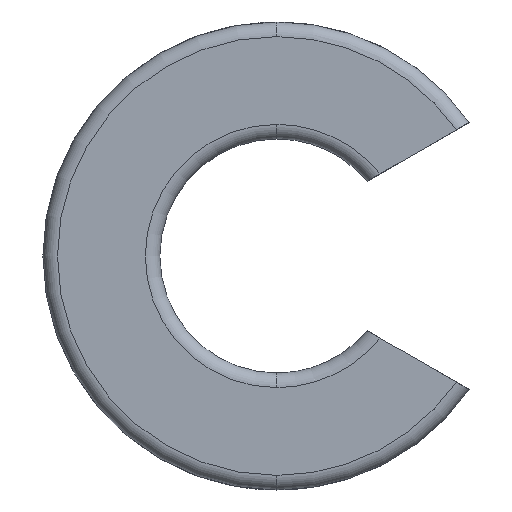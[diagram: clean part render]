
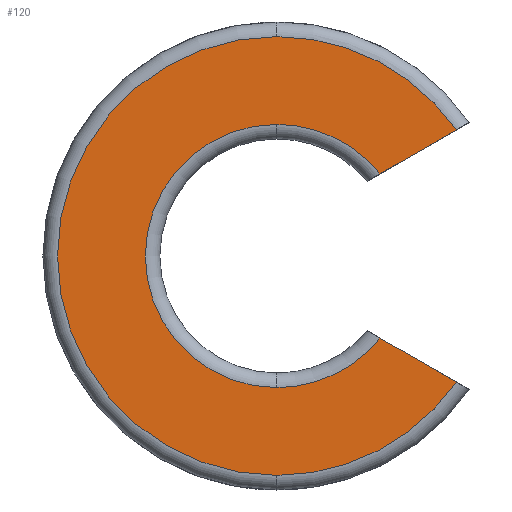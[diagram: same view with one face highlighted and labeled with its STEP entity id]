
A CAD part, left-side view. The second image highlights one B-rep face of the part: STEP entity #120.
In plain terms, the highlighted planar face has unit normal (-1, 0, 0).
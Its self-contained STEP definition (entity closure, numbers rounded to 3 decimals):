
#120 = ADVANCED_FACE( '', ( #214 ), #215, .T. );
#214 = FACE_OUTER_BOUND( '', #308, .T. );
#215 = PLANE( '', #309 );
#308 = EDGE_LOOP( '', ( #705, #706, #707, #708, #709, #710, #711, #712 ) );
#309 = AXIS2_PLACEMENT_3D( '', #713, #714, #715 );
#705 = ORIENTED_EDGE( '', *, *, #826, .T. );
#706 = ORIENTED_EDGE( '', *, *, #849, .T. );
#707 = ORIENTED_EDGE( '', *, *, #723, .T. );
#708 = ORIENTED_EDGE( '', *, *, #719, .T. );
#709 = ORIENTED_EDGE( '', *, *, #799, .T. );
#710 = ORIENTED_EDGE( '', *, *, #753, .F. );
#711 = ORIENTED_EDGE( '', *, *, #757, .F. );
#712 = ORIENTED_EDGE( '', *, *, #840, .F. );
#713 = CARTESIAN_POINT( '', ( 0., 6., 0. ) );
#714 = DIRECTION( '', ( -1., 0., 0. ) );
#715 = DIRECTION( '', ( 0., 1., 0. ) );
#719 = EDGE_CURVE( '', #850, #855, #857, .T. );
#723 = EDGE_CURVE( '', #859, #850, #864, .T. );
#753 = EDGE_CURVE( '', #919, #921, #922, .T. );
#757 = EDGE_CURVE( '', #926, #919, #928, .T. );
#799 = EDGE_CURVE( '', #855, #921, #1003, .T. );
#826 = EDGE_CURVE( '', #1048, #1046, #1049, .T. );
#840 = EDGE_CURVE( '', #1048, #926, #1064, .T. );
#849 = EDGE_CURVE( '', #1046, #859, #1073, .T. );
#850 = VERTEX_POINT( '', #1074 );
#855 = VERTEX_POINT( '', #1079 );
#857 = CIRCLE( '', #1098, 7.5 );
#859 = VERTEX_POINT( '', #1100 );
#864 = CIRCLE( '', #1105, 7.5 );
#919 = VERTEX_POINT( '', #1187 );
#921 = VERTEX_POINT( '', #1189 );
#922 = CIRCLE( '', #1190, 4.5 );
#926 = VERTEX_POINT( '', #1211 );
#928 = CIRCLE( '', #1213, 4.5 );
#1003 = LINE( '', #1472, #1473 );
#1046 = VERTEX_POINT( '', #1557 );
#1048 = VERTEX_POINT( '', #1576 );
#1049 = LINE( '', #1577, #1578 );
#1064 = CIRCLE( '', #1628, 4.5 );
#1073 = CIRCLE( '', #1637, 7.5 );
#1074 = CARTESIAN_POINT( '', ( 0., 0., -7.5 ) );
#1079 = CARTESIAN_POINT( '', ( 0., -6.136, -4.313 ) );
#1098 = AXIS2_PLACEMENT_3D( '', #1644, #1645, #1646 );
#1100 = CARTESIAN_POINT( '', ( 0., 0., 7.5 ) );
#1105 = AXIS2_PLACEMENT_3D( '', #1656, #1657, #1658 );
#1187 = CARTESIAN_POINT( '', ( 0., 0., -4.5 ) );
#1189 = CARTESIAN_POINT( '', ( 0., -3.52, -2.803 ) );
#1190 = AXIS2_PLACEMENT_3D( '', #1723, #1724, #1725 );
#1211 = CARTESIAN_POINT( '', ( 0., 0., 4.5 ) );
#1213 = AXIS2_PLACEMENT_3D( '', #1732, #1733, #1734 );
#1472 = CARTESIAN_POINT( '', ( 0., 3.084, 1.01 ) );
#1473 = VECTOR( '', #1807, 1. );
#1557 = CARTESIAN_POINT( '', ( 0., -6.136, 4.313 ) );
#1576 = CARTESIAN_POINT( '', ( 0., -3.52, 2.803 ) );
#1577 = CARTESIAN_POINT( '', ( 0., -1.086, 1.397 ) );
#1578 = VECTOR( '', #1832, 1. );
#1628 = AXIS2_PLACEMENT_3D( '', #1864, #1865, #1866 );
#1637 = AXIS2_PLACEMENT_3D( '', #1891, #1892, #1893 );
#1644 = CARTESIAN_POINT( '', ( 0., 0., 0. ) );
#1645 = DIRECTION( '', ( -1., 0., 0. ) );
#1646 = DIRECTION( '', ( 0., 1., 0. ) );
#1656 = CARTESIAN_POINT( '', ( 0., 0., 0. ) );
#1657 = DIRECTION( '', ( -1., 0., 0. ) );
#1658 = DIRECTION( '', ( 0., 1., 0. ) );
#1723 = CARTESIAN_POINT( '', ( 0., 0., 0. ) );
#1724 = DIRECTION( '', ( -1., 0., 0. ) );
#1725 = DIRECTION( '', ( 0., 1., 0. ) );
#1732 = CARTESIAN_POINT( '', ( 0., 0., 0. ) );
#1733 = DIRECTION( '', ( -1., 0., 0. ) );
#1734 = DIRECTION( '', ( 0., 1., 0. ) );
#1807 = DIRECTION( '', ( 0., 0.866, 0.5 ) );
#1832 = DIRECTION( '', ( 0., -0.866, 0.5 ) );
#1864 = CARTESIAN_POINT( '', ( 0., 0., 0. ) );
#1865 = DIRECTION( '', ( -1., 0., 0. ) );
#1866 = DIRECTION( '', ( 0., 1., 0. ) );
#1891 = CARTESIAN_POINT( '', ( 0., 0., 0. ) );
#1892 = DIRECTION( '', ( -1., 0., 0. ) );
#1893 = DIRECTION( '', ( 0., 1., 0. ) );
